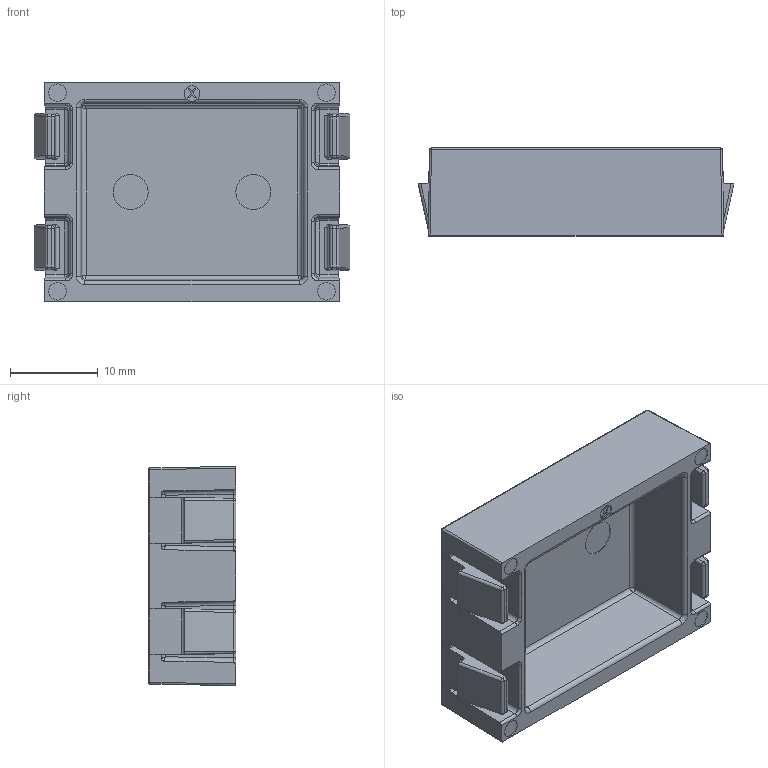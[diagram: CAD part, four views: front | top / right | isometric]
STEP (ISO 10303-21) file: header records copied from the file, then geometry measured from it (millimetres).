
FILE_DESCRIPTION(/* description */ ('KriTec Distanzstück für Rollenschiene'),/* implementation_level */ '2;1');
FILE_NAME(/* name */ '13857_KriTec_Distanzstueck_fuer_Rollenschiene.stp',/* time_stamp */ '2020-05-22T15:45:21+02:00',/* author */ ('jendrek'),/* organization */ (''),/* preprocessor_version */ 'ST-DEVELOPER v17',/* originating_system */ 'Autodesk Inventor 2018',/* authorisation */ '');
FILE_SCHEMA (('AUTOMOTIVE_DESIGN { 1 0 10303 214 3 1 1 }'));
Length unit declared in the file: millimetre
Products named in the file (1): 13857
Bounding box: 36 x 10 x 25 mm (x, y, z)
Volume: 3735.5 mm3; surface area: 4124.6 mm2
Topology: 1 solids, 1 shells, 252 faces, 627 edges, 361 vertices
Faces by surface type: cylinder 95, plane 83, bspline 46, sphere 20, cone 4, torus 4
Full cylindrical faces by diameter (mm): 1.8 x1, 2 x4, 4 x2
Entity records: 10931 total; most frequent: CARTESIAN_POINT 5194, ORIENTED_EDGE 1206, DIRECTION 1186, EDGE_CURVE 603, AXIS2_PLACEMENT_3D 435, VERTEX_POINT 361, LINE 316, VECTOR 316
